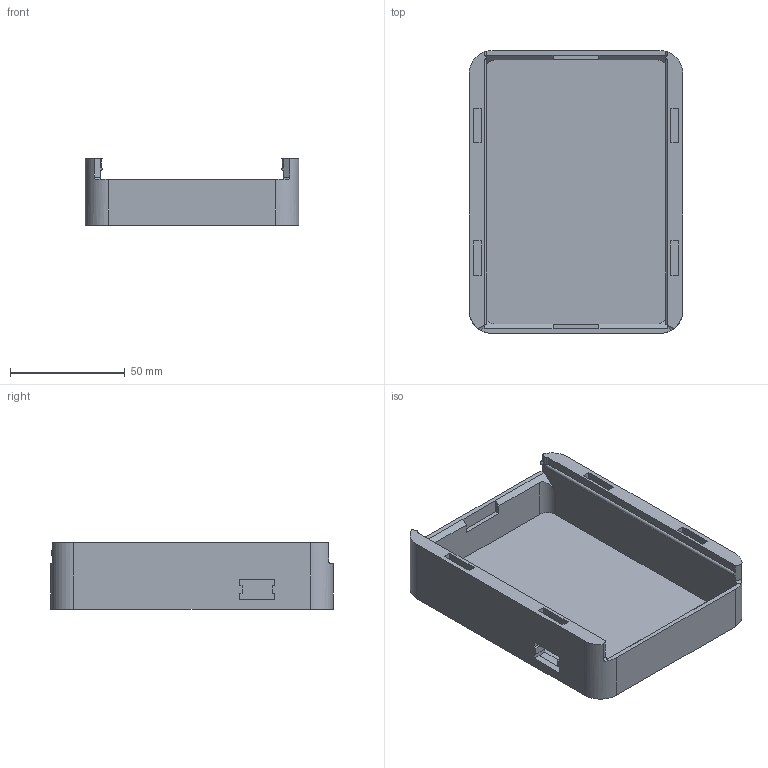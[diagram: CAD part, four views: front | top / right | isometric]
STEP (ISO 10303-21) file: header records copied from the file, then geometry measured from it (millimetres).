
FILE_DESCRIPTION(/* description */ (''),/* implementation_level */ '2;1');
FILE_NAME(/* name */ 'core_lightBox_R2.stp',/* time_stamp */ '2017-06-11T11:39:16+01:00',/* author */ ('Paolo'),/* organization */ (''),/* preprocessor_version */ 'ST-DEVELOPER v16.5',/* originating_system */ 'Autodesk Inventor 2017',/* authorisation */ ' ');
FILE_SCHEMA (('AUTOMOTIVE_DESIGN { 1 0 10303 214 3 1 1 }'));
Length unit declared in the file: millimetre
Products named in the file (1): core_lightBox_R2
Bounding box: 93 x 123 x 29 mm (x, y, z)
Volume: 63024.6 mm3; surface area: 44434.2 mm2
Topology: 1 solids, 1 shells, 88 faces, 244 edges, 162 vertices
Faces by surface type: plane 70, cylinder 18
Entity records: 2886 total; most frequent: CARTESIAN_POINT 577, ORIENTED_EDGE 488, DIRECTION 448, EDGE_CURVE 244, LINE 202, VECTOR 202, VERTEX_POINT 162, AXIS2_PLACEMENT_3D 123
